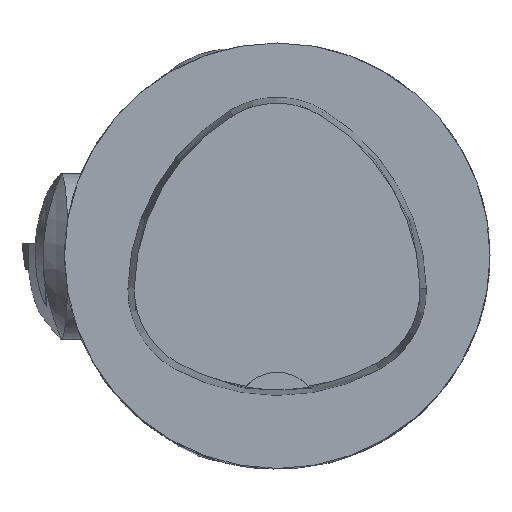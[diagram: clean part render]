
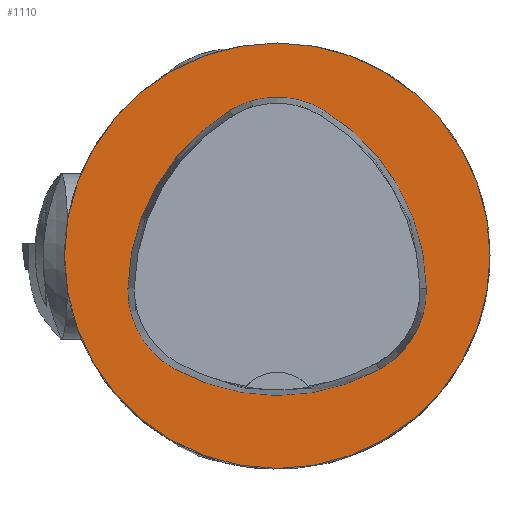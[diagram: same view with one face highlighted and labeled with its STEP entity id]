
A CAD part, top view. The second image highlights one B-rep face of the part: STEP entity #1110.
In plain terms, the highlighted planar face has unit normal (0, 0, 1).
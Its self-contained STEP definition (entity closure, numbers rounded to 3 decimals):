
#430=PLANE('',#7896);
#1110=ADVANCED_FACE('',(#2930,#2931),#430,.T.);
#2706=CIRCLE('',#7782,20.);
#2771=CIRCLE('',#7874,20.);
#2773=CIRCLE('',#7877,8.5);
#2775=CIRCLE('',#7880,20.);
#2777=CIRCLE('',#7883,8.5);
#2781=CIRCLE('',#7888,20.);
#2783=CIRCLE('',#7891,8.5);
#2930=FACE_BOUND('',#3046,.T.);
#2931=FACE_BOUND('',#3047,.T.);
#3046=EDGE_LOOP('',(#3790,#3791,#3792,#3793,#3794,#3795));
#3047=EDGE_LOOP('',(#3796));
#3790=ORIENTED_EDGE('',*,*,#6682,.T.);
#3791=ORIENTED_EDGE('',*,*,#6662,.T.);
#3792=ORIENTED_EDGE('',*,*,#6666,.T.);
#3793=ORIENTED_EDGE('',*,*,#6669,.T.);
#3794=ORIENTED_EDGE('',*,*,#6672,.T.);
#3795=ORIENTED_EDGE('',*,*,#6680,.T.);
#3796=ORIENTED_EDGE('',*,*,#6406,.F.);
#5664=VERTEX_POINT('',#10479);
#5915=VERTEX_POINT('',#11074);
#5916=VERTEX_POINT('',#11075);
#5919=VERTEX_POINT('',#11083);
#5921=VERTEX_POINT('',#11089);
#5923=VERTEX_POINT('',#11095);
#5930=VERTEX_POINT('',#11116);
#6406=EDGE_CURVE('',#5664,#5664,#2706,.T.);
#6662=EDGE_CURVE('',#5915,#5916,#2771,.T.);
#6666=EDGE_CURVE('',#5916,#5919,#2773,.T.);
#6669=EDGE_CURVE('',#5919,#5921,#2775,.T.);
#6672=EDGE_CURVE('',#5921,#5923,#2777,.T.);
#6680=EDGE_CURVE('',#5923,#5930,#2781,.T.);
#6682=EDGE_CURVE('',#5930,#5915,#2783,.T.);
#7782=AXIS2_PLACEMENT_3D('',#10478,#8433,#8434);
#7874=AXIS2_PLACEMENT_3D('',#11073,#8785,#8786);
#7877=AXIS2_PLACEMENT_3D('',#11082,#8793,#8794);
#7880=AXIS2_PLACEMENT_3D('',#11088,#8800,#8801);
#7883=AXIS2_PLACEMENT_3D('',#11094,#8807,#8808);
#7888=AXIS2_PLACEMENT_3D('',#11117,#8819,#8820);
#7891=AXIS2_PLACEMENT_3D('',#11120,#8825,#8826);
#7896=AXIS2_PLACEMENT_3D('',#11125,#8835,#8836);
#8433=DIRECTION('',(0.,0.,-1.));
#8434=DIRECTION('',(-1.,0.,0.));
#8785=DIRECTION('',(0.,0.,-1.));
#8786=DIRECTION('',(-1.,0.,0.));
#8793=DIRECTION('',(0.,0.,-1.));
#8794=DIRECTION('',(-1.,0.,0.));
#8800=DIRECTION('',(0.,0.,-1.));
#8801=DIRECTION('',(-1.,0.,0.));
#8807=DIRECTION('',(0.,0.,-1.));
#8808=DIRECTION('',(-1.,0.,0.));
#8819=DIRECTION('',(0.,0.,-1.));
#8820=DIRECTION('',(-1.,0.,0.));
#8825=DIRECTION('',(0.,0.,-1.));
#8826=DIRECTION('',(-1.,0.,0.));
#8835=DIRECTION('',(0.,0.,1.));
#8836=DIRECTION('',(1.,0.,0.));
#10478=CARTESIAN_POINT('',(0.,0.,0.));
#10479=CARTESIAN_POINT('',(-20.,0.,0.));
#11073=CARTESIAN_POINT('',(5.955,-3.414,0.));
#11074=CARTESIAN_POINT('',(-14.041,-3.042,0.));
#11075=CARTESIAN_POINT('',(-4.472,13.653,0.));
#11082=CARTESIAN_POINT('',(-0.04,6.4,0.));
#11083=CARTESIAN_POINT('',(4.347,13.68,0.));
#11088=CARTESIAN_POINT('',(-5.976,-3.45,0.));
#11089=CARTESIAN_POINT('',(14.021,-3.075,0.));
#11094=CARTESIAN_POINT('',(5.522,-3.235,0.));
#11095=CARTESIAN_POINT('',(9.588,-10.699,0.));
#11116=CARTESIAN_POINT('',(-9.655,-10.639,0.));
#11117=CARTESIAN_POINT('',(0.022,6.864,0.));
#11120=CARTESIAN_POINT('',(-5.543,-3.2,0.));
#11125=CARTESIAN_POINT('',(0.,0.,0.));
